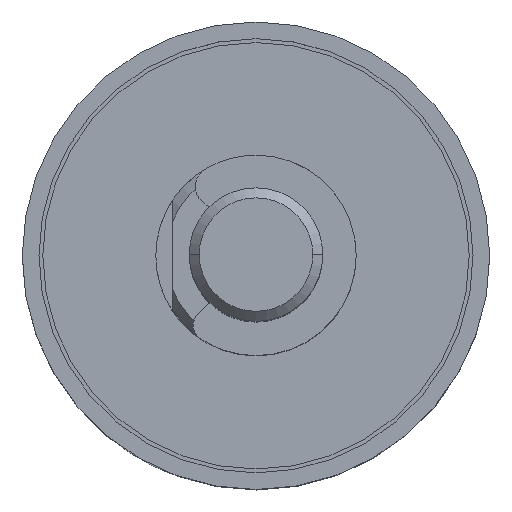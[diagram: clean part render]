
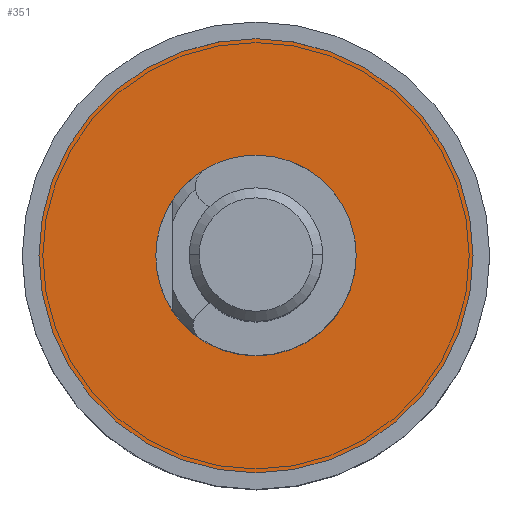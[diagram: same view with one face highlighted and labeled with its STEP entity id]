
A CAD part, top view. The second image highlights one B-rep face of the part: STEP entity #351.
In plain terms, the highlighted planar face has unit normal (0, 0, 1).
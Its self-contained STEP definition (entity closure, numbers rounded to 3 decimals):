
#323 = FACE_BOUND ( 'NONE', #2581, .T. ) ;
#351 = ADVANCED_FACE ( 'NONE', ( #323, #4690 ), #10704, .T. ) ;
#368 = VERTEX_POINT ( 'NONE', #10622 ) ;
#523 = VERTEX_POINT ( 'NONE', #5365 ) ;
#613 = EDGE_CURVE ( 'NONE', #8807, #523, #3794, .T. ) ;
#774 = EDGE_CURVE ( 'NONE', #523, #8807, #4544, .T. ) ;
#1057 = AXIS2_PLACEMENT_3D ( 'NONE', #8920, #8768, #5950 ) ;
#1416 = ORIENTED_EDGE ( 'NONE', *, *, #774, .T. ) ;
#1792 = CARTESIAN_POINT ( 'NONE',  ( 3., 0., 0.5 ) ) ;
#1829 = DIRECTION ( 'NONE',  ( 0., 0., -1. ) ) ;
#1884 = AXIS2_PLACEMENT_3D ( 'NONE', #10501, #9518, #8648 ) ;
#2581 = EDGE_LOOP ( 'NONE', ( #1416, #3575 ) ) ;
#2687 = AXIS2_PLACEMENT_3D ( 'NONE', #5513, #1829, #6516 ) ;
#3575 = ORIENTED_EDGE ( 'NONE', *, *, #613, .T. ) ;
#3794 = CIRCLE ( 'NONE', #2687, 3. ) ;
#4544 = CIRCLE ( 'NONE', #10811, 3. ) ;
#4577 = CARTESIAN_POINT ( 'NONE',  ( 0., 0., 0.5 ) ) ;
#4690 = FACE_OUTER_BOUND ( 'NONE', #11539, .T. ) ;
#5365 = CARTESIAN_POINT ( 'NONE',  ( -3., 0., 0.5 ) ) ;
#5513 = CARTESIAN_POINT ( 'NONE',  ( 0., 0., 0.5 ) ) ;
#5887 = CARTESIAN_POINT ( 'NONE',  ( -6.5, 0., 0.5 ) ) ;
#5944 = DIRECTION ( 'NONE',  ( -1., 0., 0. ) ) ;
#5950 = DIRECTION ( 'NONE',  ( 1., 0., 0. ) ) ;
#6445 = CIRCLE ( 'NONE', #1884, 6.5 ) ;
#6516 = DIRECTION ( 'NONE',  ( -1., 0., 0. ) ) ;
#6517 = AXIS2_PLACEMENT_3D ( 'NONE', #4577, #10151, #11884 ) ;
#6842 = CARTESIAN_POINT ( 'NONE',  ( 0., 0., 0.5 ) ) ;
#6990 = CIRCLE ( 'NONE', #6517, 6.5 ) ;
#7427 = ORIENTED_EDGE ( 'NONE', *, *, #8556, .T. ) ;
#8556 = EDGE_CURVE ( 'NONE', #368, #11736, #6445, .T. ) ;
#8648 = DIRECTION ( 'NONE',  ( 1., 0., 0. ) ) ;
#8768 = DIRECTION ( 'NONE',  ( 0., 0., 1. ) ) ;
#8807 = VERTEX_POINT ( 'NONE', #1792 ) ;
#8920 = CARTESIAN_POINT ( 'NONE',  ( 3., 0., 0.5 ) ) ;
#9518 = DIRECTION ( 'NONE',  ( 0., 0., 1. ) ) ;
#10151 = DIRECTION ( 'NONE',  ( 0., 0., 1. ) ) ;
#10501 = CARTESIAN_POINT ( 'NONE',  ( 0., 0., 0.5 ) ) ;
#10580 = ORIENTED_EDGE ( 'NONE', *, *, #10584, .T. ) ;
#10584 = EDGE_CURVE ( 'NONE', #11736, #368, #6990, .T. ) ;
#10622 = CARTESIAN_POINT ( 'NONE',  ( 6.5, 0., 0.5 ) ) ;
#10704 = PLANE ( 'NONE',  #1057 ) ;
#10811 = AXIS2_PLACEMENT_3D ( 'NONE', #6842, #11182, #5944 ) ;
#11182 = DIRECTION ( 'NONE',  ( 0., 0., -1. ) ) ;
#11539 = EDGE_LOOP ( 'NONE', ( #7427, #10580 ) ) ;
#11736 = VERTEX_POINT ( 'NONE', #5887 ) ;
#11884 = DIRECTION ( 'NONE',  ( 1., 0., 0. ) ) ;
